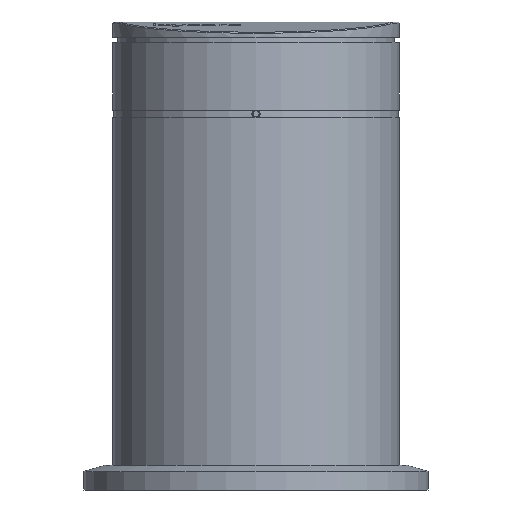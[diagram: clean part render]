
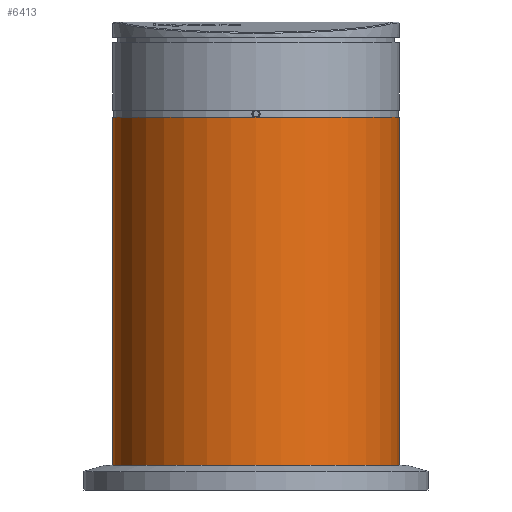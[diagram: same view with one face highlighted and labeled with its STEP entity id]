
A CAD part, front view. The second image highlights one B-rep face of the part: STEP entity #6413.
In plain terms, the highlighted cylindrical face has radius 70 mm (diameter 140 mm), a full revolution.
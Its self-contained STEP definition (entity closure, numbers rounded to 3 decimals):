
#94=FACE_BOUND('',#2124,.T.);
#365=LINE('',#9042,#955);
#368=LINE('',#9048,#958);
#371=LINE('',#9063,#961);
#955=VECTOR('',#7331,10.);
#958=VECTOR('',#7336,10.);
#961=VECTOR('',#7355,70.);
#1544=CIRCLE('',#6885,70.);
#1546=CIRCLE('',#6890,70.);
#1549=CIRCLE('',#6895,70.);
#1550=CIRCLE('',#6897,70.);
#1689=CYLINDRICAL_SURFACE('',#6896,70.);
#1756=FACE_OUTER_BOUND('',#2123,.T.);
#2123=EDGE_LOOP('',(#4387,#4388,#4389,#4390));
#2124=EDGE_LOOP('',(#4391,#4392,#4393,#4394));
#2776=VERTEX_POINT('',#9032);
#2777=VERTEX_POINT('',#9033);
#2780=VERTEX_POINT('',#9041);
#2782=VERTEX_POINT('',#9047);
#2785=VERTEX_POINT('',#9059);
#2786=VERTEX_POINT('',#9062);
#3407=EDGE_CURVE('',#2776,#2777,#1544,.T.);
#3411=EDGE_CURVE('',#2777,#2780,#365,.T.);
#3414=EDGE_CURVE('',#2782,#2776,#368,.T.);
#3417=EDGE_CURVE('',#2780,#2782,#1546,.T.);
#3420=EDGE_CURVE('',#2785,#2785,#1549,.T.);
#3421=EDGE_CURVE('',#2785,#2786,#371,.T.);
#3422=EDGE_CURVE('',#2786,#2786,#1550,.T.);
#4387=ORIENTED_EDGE('',*,*,#3420,.T.);
#4388=ORIENTED_EDGE('',*,*,#3421,.T.);
#4389=ORIENTED_EDGE('',*,*,#3422,.T.);
#4390=ORIENTED_EDGE('',*,*,#3421,.F.);
#4391=ORIENTED_EDGE('',*,*,#3417,.T.);
#4392=ORIENTED_EDGE('',*,*,#3414,.T.);
#4393=ORIENTED_EDGE('',*,*,#3407,.T.);
#4394=ORIENTED_EDGE('',*,*,#3411,.T.);
#6413=ADVANCED_FACE('',(#1756,#94),#1689,.T.);
#6885=AXIS2_PLACEMENT_3D('',#9034,#7323,#7324);
#6890=AXIS2_PLACEMENT_3D('',#9053,#7341,#7342);
#6895=AXIS2_PLACEMENT_3D('',#9060,#7351,#7352);
#6896=AXIS2_PLACEMENT_3D('',#9061,#7353,#7354);
#6897=AXIS2_PLACEMENT_3D('',#9064,#7356,#7357);
#7323=DIRECTION('center_axis',(0.,0.,-1.));
#7324=DIRECTION('ref_axis',(1.,0.,0.));
#7331=DIRECTION('',(0.,0.,1.));
#7336=DIRECTION('',(0.,0.,-1.));
#7341=DIRECTION('center_axis',(0.,0.,1.));
#7342=DIRECTION('ref_axis',(1.,0.,0.));
#7351=DIRECTION('center_axis',(0.,0.,-1.));
#7352=DIRECTION('ref_axis',(1.,0.,0.));
#7353=DIRECTION('center_axis',(0.,0.,1.));
#7354=DIRECTION('ref_axis',(1.,0.,0.));
#7355=DIRECTION('',(0.,0.,-1.));
#7356=DIRECTION('center_axis',(0.,0.,1.));
#7357=DIRECTION('ref_axis',(1.,0.,0.));
#9032=CARTESIAN_POINT('',(-30.,63.246,38.));
#9033=CARTESIAN_POINT('',(30.,63.246,38.));
#9034=CARTESIAN_POINT('Origin',(0.,0.,38.));
#9041=CARTESIAN_POINT('',(30.,63.246,160.));
#9042=CARTESIAN_POINT('',(30.,63.246,0.));
#9047=CARTESIAN_POINT('',(-30.,63.246,160.));
#9048=CARTESIAN_POINT('',(-30.,63.246,0.));
#9053=CARTESIAN_POINT('Origin',(0.,0.,160.));
#9059=CARTESIAN_POINT('',(-70.,0.,177.45));
#9060=CARTESIAN_POINT('Origin',(0.,0.,177.45));
#9061=CARTESIAN_POINT('Origin',(0.,0.,0.));
#9062=CARTESIAN_POINT('',(-70.,0.,0.));
#9063=CARTESIAN_POINT('',(-70.,0.,0.));
#9064=CARTESIAN_POINT('Origin',(0.,0.,0.));
